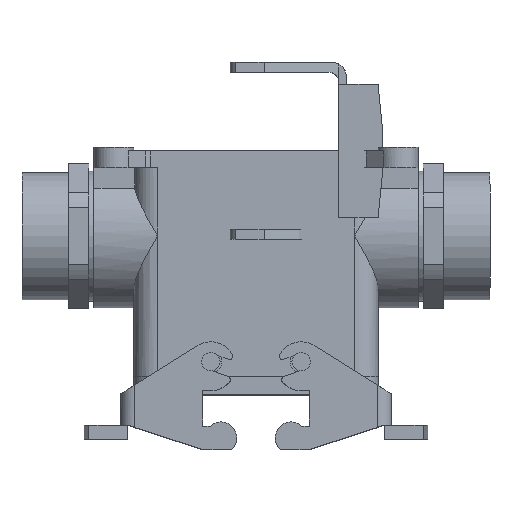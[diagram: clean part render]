
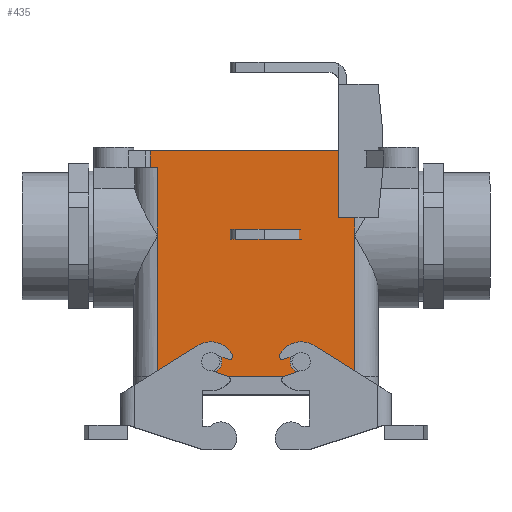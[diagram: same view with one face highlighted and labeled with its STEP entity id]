
A CAD part, top view. The second image highlights one B-rep face of the part: STEP entity #435.
In plain terms, the highlighted planar face has unit normal (0, 0, 1).
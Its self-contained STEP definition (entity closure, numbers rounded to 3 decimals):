
#435 = ADVANCED_FACE( '', ( #1031, #1032, #1033 ), #1034, .F. );
#1031 = FACE_OUTER_BOUND( '', #1817, .T. );
#1032 = FACE_BOUND( '', #1818, .T. );
#1033 = FACE_BOUND( '', #1819, .T. );
#1034 = PLANE( '', #1820 );
#1817 = EDGE_LOOP( '', ( #3058, #3059, #3060, #3061, #3062, #3063, #3064, #3065, #3066, #3067 ) );
#1818 = EDGE_LOOP( '', ( #3068 ) );
#1819 = EDGE_LOOP( '', ( #3069 ) );
#1820 = AXIS2_PLACEMENT_3D( '', #3070, #3071, #3072 );
#3058 = ORIENTED_EDGE( '', *, *, #4802, .F. );
#3059 = ORIENTED_EDGE( '', *, *, #4803, .F. );
#3060 = ORIENTED_EDGE( '', *, *, #4721, .F. );
#3061 = ORIENTED_EDGE( '', *, *, #4681, .T. );
#3062 = ORIENTED_EDGE( '', *, *, #4804, .T. );
#3063 = ORIENTED_EDGE( '', *, *, #4805, .T. );
#3064 = ORIENTED_EDGE( '', *, *, #4806, .F. );
#3065 = ORIENTED_EDGE( '', *, *, #4520, .T. );
#3066 = ORIENTED_EDGE( '', *, *, #4807, .T. );
#3067 = ORIENTED_EDGE( '', *, *, #4808, .F. );
#3068 = ORIENTED_EDGE( '', *, *, #4809, .F. );
#3069 = ORIENTED_EDGE( '', *, *, #4810, .F. );
#3070 = CARTESIAN_POINT( '', ( 32.515, -5., 21.5 ) );
#3071 = DIRECTION( '', ( 0., 0., -1. ) );
#3072 = DIRECTION( '', ( -1., 0., 0. ) );
#4520 = EDGE_CURVE( '', #5422, #5420, #5423, .T. );
#4681 = EDGE_CURVE( '', #5683, #5687, #5689, .T. );
#4721 = EDGE_CURVE( '', #5683, #5747, #5756, .T. );
#4802 = EDGE_CURVE( '', #5516, #5851, #5883, .T. );
#4803 = EDGE_CURVE( '', #5747, #5516, #5884, .T. );
#4804 = EDGE_CURVE( '', #5687, #5885, #5886, .T. );
#4805 = EDGE_CURVE( '', #5885, #5887, #5888, .F. );
#4806 = EDGE_CURVE( '', #5422, #5887, #5889, .T. );
#4807 = EDGE_CURVE( '', #5420, #5555, #5890, .T. );
#4808 = EDGE_CURVE( '', #5851, #5555, #5891, .T. );
#4809 = EDGE_CURVE( '', #5892, #5892, #5893, .F. );
#4810 = EDGE_CURVE( '', #5894, #5894, #5895, .F. );
#5420 = VERTEX_POINT( '', #6676 );
#5422 = VERTEX_POINT( '', #6697 );
#5423 = LINE( '', #6698, #6699 );
#5516 = VERTEX_POINT( '', #6836 );
#5555 = VERTEX_POINT( '', #6971 );
#5683 = VERTEX_POINT( '', #7211 );
#5687 = VERTEX_POINT( '', #7216 );
#5689 = LINE( '', #7218, #7219 );
#5747 = VERTEX_POINT( '', #7300 );
#5756 = LINE( '', #7312, #7313 );
#5851 = VERTEX_POINT( '', #7459 );
#5883 = LINE( '', #7499, #7500 );
#5884 = LINE( '', #7501, #7502 );
#5885 = VERTEX_POINT( '', #7503 );
#5886 = LINE( '', #7504, #7505 );
#5887 = VERTEX_POINT( '', #7506 );
#5888 = LINE( '', #7507, #7508 );
#5889 = LINE( '', #7509, #7510 );
#5890 = LINE( '', #7511, #7512 );
#5891 = B_SPLINE_CURVE_WITH_KNOTS( '', 1, ( #7513, #7514 ), .UNSPECIFIED., .F., .F., ( 2, 2 ), ( 0., 1. ), .UNSPECIFIED. );
#5892 = VERTEX_POINT( '', #7515 );
#5893 = CIRCLE( '', #7516, 3.25 );
#5894 = VERTEX_POINT( '', #7517 );
#5895 = CIRCLE( '', #7518, 3.25 );
#6676 = CARTESIAN_POINT( '', ( -29.5, -25.5, 21.5 ) );
#6697 = CARTESIAN_POINT( '', ( -29.5, -5., 21.5 ) );
#6698 = CARTESIAN_POINT( '', ( -29.5, 64.704, 21.5 ) );
#6699 = VECTOR( '', #8409, 1000. );
#6836 = CARTESIAN_POINT( '', ( 29.5, -25.5, 21.5 ) );
#6971 = CARTESIAN_POINT( '', ( -29.5, -67.4, 21.505 ) );
#7211 = CARTESIAN_POINT( '', ( 31.686, -5., 21.5 ) );
#7216 = CARTESIAN_POINT( '', ( 31.686, 0., 21.5 ) );
#7218 = CARTESIAN_POINT( '', ( 31.686, 0., 21.5 ) );
#7219 = VECTOR( '', #8628, 1000. );
#7300 = CARTESIAN_POINT( '', ( 29.5, -5., 21.5 ) );
#7312 = CARTESIAN_POINT( '', ( 32.515, -5., 21.5 ) );
#7313 = VECTOR( '', #8688, 1000. );
#7459 = CARTESIAN_POINT( '', ( 29.5, -67.4, 21.505 ) );
#7499 = CARTESIAN_POINT( '', ( 29.5, 64.704, 21.5 ) );
#7500 = VECTOR( '', #8797, 1000. );
#7501 = CARTESIAN_POINT( '', ( 29.5, 64.704, 21.5 ) );
#7502 = VECTOR( '', #8798, 1000. );
#7503 = CARTESIAN_POINT( '', ( -31.686, 0., 21.5 ) );
#7504 = CARTESIAN_POINT( '', ( 32.515, 0., 21.5 ) );
#7505 = VECTOR( '', #8799, 1000. );
#7506 = CARTESIAN_POINT( '', ( -31.686, -5., 21.5 ) );
#7507 = CARTESIAN_POINT( '', ( -31.686, -5., 21.5 ) );
#7508 = VECTOR( '', #8800, 1000. );
#7509 = CARTESIAN_POINT( '', ( 32.515, -5., 21.5 ) );
#7510 = VECTOR( '', #8801, 1000. );
#7511 = CARTESIAN_POINT( '', ( -29.5, 64.704, 21.5 ) );
#7512 = VECTOR( '', #8802, 1000. );
#7513 = CARTESIAN_POINT( '', ( 29.5, -67.4, 21.51 ) );
#7514 = CARTESIAN_POINT( '', ( -29.5, -67.4, 21.51 ) );
#7515 = CARTESIAN_POINT( '', ( 10.25, -63.1, 21.5 ) );
#7516 = AXIS2_PLACEMENT_3D( '', #8803, #8804, #8805 );
#7517 = CARTESIAN_POINT( '', ( -16.75, -63.1, 21.5 ) );
#7518 = AXIS2_PLACEMENT_3D( '', #8806, #8807, #8808 );
#8409 = DIRECTION( '', ( 0., -1., 0. ) );
#8628 = DIRECTION( '', ( 0., 1., 0. ) );
#8688 = DIRECTION( '', ( -1., 0., 0. ) );
#8797 = DIRECTION( '', ( 0., -1., 0. ) );
#8798 = DIRECTION( '', ( 0., -1., 0. ) );
#8799 = DIRECTION( '', ( -1., 0., 0. ) );
#8800 = DIRECTION( '', ( 0., 1., 0. ) );
#8801 = DIRECTION( '', ( -1., 0., 0. ) );
#8802 = DIRECTION( '', ( 0., -1., 0. ) );
#8803 = CARTESIAN_POINT( '', ( 13.5, -63.1, 21.5 ) );
#8804 = DIRECTION( '', ( 0., 0., -1. ) );
#8805 = DIRECTION( '', ( -1., 0., 0. ) );
#8806 = CARTESIAN_POINT( '', ( -13.5, -63.1, 21.5 ) );
#8807 = DIRECTION( '', ( 0., 0., -1. ) );
#8808 = DIRECTION( '', ( -1., 0., 0. ) );
